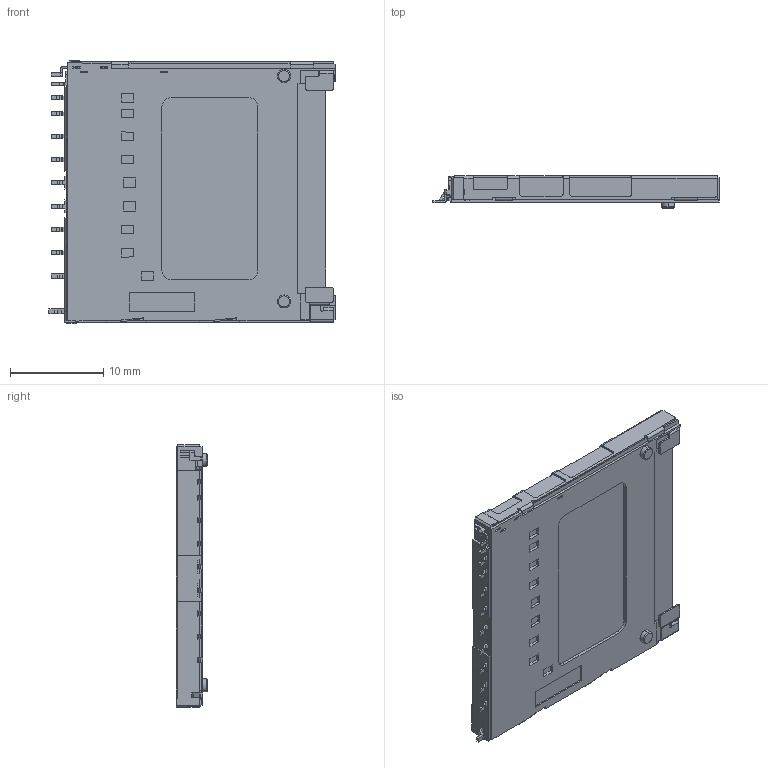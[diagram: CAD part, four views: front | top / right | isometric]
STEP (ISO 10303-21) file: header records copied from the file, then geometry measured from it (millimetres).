
FILE_DESCRIPTION (( 'STEP AP203' ), '1' );
FILE_NAME ('150202FPS009-2409-0 3Dƒ‚ƒfƒ‹.STEP', '2015-02-02T04:08:59', ( 'HP-Z400' ), ( 'Hewlett-Packard Company' ), 'SwSTEP 2.0', 'SolidWorks 2014', '' );
FILE_SCHEMA (( 'CONFIG_CONTROL_DESIGN' ));
Length unit declared in the file: millimetre
Products named in the file (1): 150202FPS009-2409-0 3D儌僨儖
Bounding box: 30.74 x 3.41 x 28.17 mm (x, y, z)
Volume: 2039.3 mm3; surface area: 2024 mm2
Topology: 1 solids, 1 shells, 797 faces, 2209 edges, 1461 vertices
Faces by surface type: plane 537, cylinder 232, bspline 17, torus 7, cone 4
Entity records: 25973 total; most frequent: CARTESIAN_POINT 5357, ORIENTED_EDGE 4418, DIRECTION 4106, EDGE_CURVE 2209, LINE 1650, VECTOR 1650, VERTEX_POINT 1461, AXIS2_PLACEMENT_3D 1228
